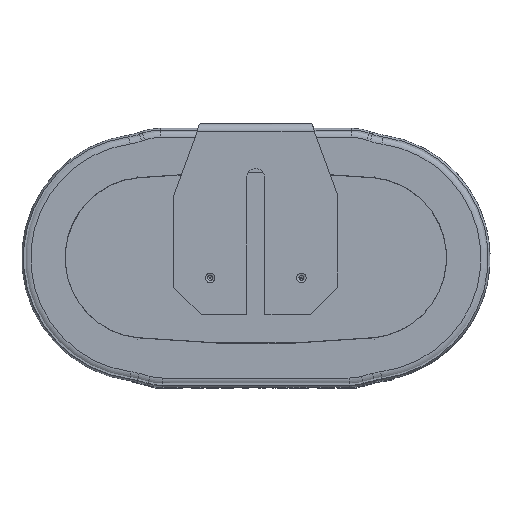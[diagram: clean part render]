
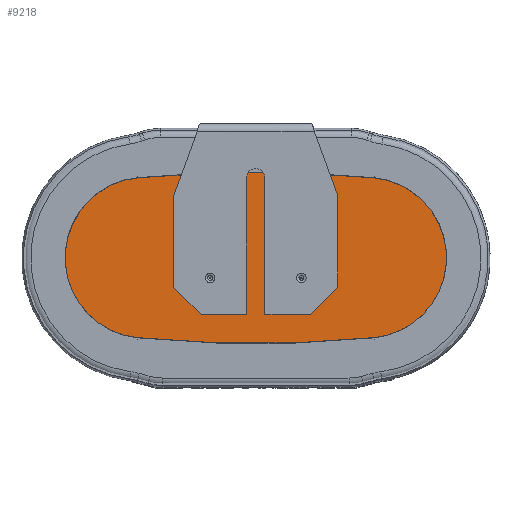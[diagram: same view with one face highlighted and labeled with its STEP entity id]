
A CAD part, top view. The second image highlights one B-rep face of the part: STEP entity #9218.
In plain terms, the highlighted planar face has unit normal (0, 0, 1).
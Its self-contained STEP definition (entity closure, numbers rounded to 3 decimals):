
#645=PLANE('',#9760);
#2613=FACE_OUTER_BOUND('',#3122,.T.);
#3122=EDGE_LOOP('',(#6470,#6471,#6472,#6473));
#3665=CIRCLE('',#9748,4.41);
#3668=CIRCLE('',#9752,65.564);
#3670=CIRCLE('',#9755,65.564);
#3673=CIRCLE('',#9759,4.41);
#4175=VERTEX_POINT('',#13296);
#4178=VERTEX_POINT('',#13301);
#4179=VERTEX_POINT('',#13305);
#4182=VERTEX_POINT('',#13312);
#5078=EDGE_CURVE('',#4178,#4175,#3665,.T.);
#5081=EDGE_CURVE('',#4175,#4179,#3668,.T.);
#5083=EDGE_CURVE('',#4182,#4178,#3670,.T.);
#5086=EDGE_CURVE('',#4179,#4182,#3673,.T.);
#6470=ORIENTED_EDGE('',*,*,#5078,.F.);
#6471=ORIENTED_EDGE('',*,*,#5083,.F.);
#6472=ORIENTED_EDGE('',*,*,#5086,.F.);
#6473=ORIENTED_EDGE('',*,*,#5081,.F.);
#9218=ADVANCED_FACE('',(#2613),#645,.T.);
#9748=AXIS2_PLACEMENT_3D('',#13303,#10694,#10695);
#9752=AXIS2_PLACEMENT_3D('',#13309,#10702,#10703);
#9755=AXIS2_PLACEMENT_3D('',#13314,#10708,#10709);
#9759=AXIS2_PLACEMENT_3D('',#13318,#10716,#10717);
#9760=AXIS2_PLACEMENT_3D('',#13319,#10718,#10719);
#10694=DIRECTION('center_axis',(0.,0.,-1.));
#10695=DIRECTION('ref_axis',(-1.,0.,0.));
#10702=DIRECTION('center_axis',(0.,0.,-1.));
#10703=DIRECTION('ref_axis',(-0.099,0.995,0.));
#10708=DIRECTION('center_axis',(0.,0.,-1.));
#10709=DIRECTION('ref_axis',(-0.099,-0.995,0.));
#10716=DIRECTION('center_axis',(0.,0.,-1.));
#10717=DIRECTION('ref_axis',(0.099,0.995,0.));
#10718=DIRECTION('center_axis',(0.,0.,1.));
#10719=DIRECTION('ref_axis',(1.,0.,0.));
#13296=CARTESIAN_POINT('',(6.484,-4.383,1.73));
#13301=CARTESIAN_POINT('',(6.484,4.394,1.73));
#13303=CARTESIAN_POINT('Origin',(6.048,0.005,1.73));
#13305=CARTESIAN_POINT('',(-6.488,-4.383,1.73));
#13309=CARTESIAN_POINT('Origin',(-0.002,60.86,1.73));
#13312=CARTESIAN_POINT('',(-6.488,4.394,1.73));
#13314=CARTESIAN_POINT('Origin',(-0.002,-60.849,
1.73));
#13318=CARTESIAN_POINT('Origin',(-6.052,0.005,1.73));
#13319=CARTESIAN_POINT('Origin',(-0.002,0.005,
1.73));
